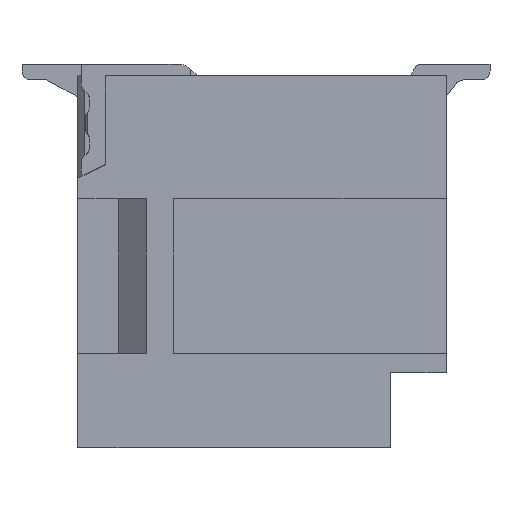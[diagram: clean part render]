
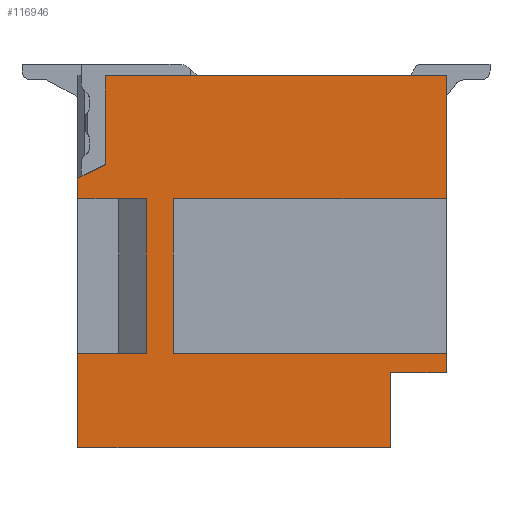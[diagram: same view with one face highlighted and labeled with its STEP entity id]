
A CAD part, front view. The second image highlights one B-rep face of the part: STEP entity #116946.
In plain terms, the highlighted planar face has unit normal (0, -1, 0).
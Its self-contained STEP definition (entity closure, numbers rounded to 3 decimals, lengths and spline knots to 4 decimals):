
#1361 = CARTESIAN_POINT ( 'NONE',  ( 4.58, -12.5, -4.35 ) ) ;
#2119 = DIRECTION ( 'NONE',  ( 0., 0., -1. ) ) ;
#2679 = ORIENTED_EDGE ( 'NONE', *, *, #14580, .F. ) ;
#2994 = CARTESIAN_POINT ( 'NONE',  ( 0., -12.5, -5.57 ) ) ;
#4221 = DIRECTION ( 'NONE',  ( 0., 0., -1. ) ) ;
#5276 = VECTOR ( 'NONE', #102415, 1000. ) ;
#5958 = ORIENTED_EDGE ( 'NONE', *, *, #26558, .F. ) ;
#7160 = LINE ( 'NONE', #111318, #7935 ) ;
#7935 = VECTOR ( 'NONE', #92958, 1000. ) ;
#8024 = ORIENTED_EDGE ( 'NONE', *, *, #16427, .F. ) ;
#10017 = VECTOR ( 'NONE', #79024, 1000. ) ;
#10220 = CARTESIAN_POINT ( 'NONE',  ( 1., -12.5, -1.8 ) ) ;
#10818 = EDGE_CURVE ( 'NONE', #116095, #99854, #14077, .T. ) ;
#10820 = DIRECTION ( 'NONE',  ( 0., 0., 1. ) ) ;
#12432 = LINE ( 'NONE', #30484, #53459 ) ;
#12848 = LINE ( 'NONE', #24624, #10017 ) ;
#13794 = DIRECTION ( 'NONE',  ( 1., 0., 0. ) ) ;
#13995 = CARTESIAN_POINT ( 'NONE',  ( 0., -12.5, -1.5 ) ) ;
#14077 = LINE ( 'NONE', #2994, #93890 ) ;
#14580 = EDGE_CURVE ( 'NONE', #99854, #53402, #16338, .T. ) ;
#14749 = CARTESIAN_POINT ( 'NONE',  ( 0., -12.5, -1.8 ) ) ;
#16338 = LINE ( 'NONE', #94856, #18061 ) ;
#16427 = EDGE_CURVE ( 'NONE', #103633, #78900, #115721, .T. ) ;
#16515 = ORIENTED_EDGE ( 'NONE', *, *, #97678, .F. ) ;
#16979 = PLANE ( 'NONE',  #105735 ) ;
#18061 = VECTOR ( 'NONE', #22989, 1000. ) ;
#19091 = CARTESIAN_POINT ( 'NONE',  ( 4.7, -12.5, -5.45 ) ) ;
#19176 = ORIENTED_EDGE ( 'NONE', *, *, #46178, .F. ) ;
#19312 = EDGE_CURVE ( 'NONE', #106135, #103633, #54617, .T. ) ;
#19424 = ORIENTED_EDGE ( 'NONE', *, *, #109016, .F. ) ;
#19591 = CARTESIAN_POINT ( 'NONE',  ( 5.52, -12.5, -4.35 ) ) ;
#21091 = DIRECTION ( 'NONE',  ( 0., 0., 1. ) ) ;
#21171 = VECTOR ( 'NONE', #72234, 1000. ) ;
#22987 = CARTESIAN_POINT ( 'NONE',  ( 1.4, -12.5, -1.8 ) ) ;
#22989 = DIRECTION ( 'NONE',  ( 1., 0., 0. ) ) ;
#23849 = VECTOR ( 'NONE', #113423, 1000. ) ;
#24624 = CARTESIAN_POINT ( 'NONE',  ( -0.1073, -12.5, -1.5537 ) ) ;
#25944 = ORIENTED_EDGE ( 'NONE', *, *, #48801, .F. ) ;
#26115 = DIRECTION ( 'NONE',  ( 1., 0., 0. ) ) ;
#26558 = EDGE_CURVE ( 'NONE', #32016, #74770, #84116, .T. ) ;
#28820 = DIRECTION ( 'NONE',  ( -1., 0., 0. ) ) ;
#30484 = CARTESIAN_POINT ( 'NONE',  ( 5.4, -12.5, 0.12 ) ) ;
#30834 = EDGE_LOOP ( 'NONE', ( #55446, #16515, #52313, #2679, #60302, #83533, #5958, #92918, #8024, #66577, #111405, #19424, #25944, #31593, #104798, #19176 ) ) ;
#31593 = ORIENTED_EDGE ( 'NONE', *, *, #85274, .F. ) ;
#32016 = VERTEX_POINT ( 'NONE', #1361 ) ;
#35342 = VECTOR ( 'NONE', #106040, 1000. ) ;
#36717 = LINE ( 'NONE', #79452, #35342 ) ;
#36832 = VECTOR ( 'NONE', #2119, 1000. ) ;
#37574 = DIRECTION ( 'NONE',  ( -1., 0., 0. ) ) ;
#38332 = DIRECTION ( 'NONE',  ( 1., 0., 0. ) ) ;
#38805 = EDGE_CURVE ( 'NONE', #53402, #75422, #36717, .T. ) ;
#40499 = DIRECTION ( 'NONE',  ( 0., 0., -1. ) ) ;
#42727 = CARTESIAN_POINT ( 'NONE',  ( 1.4, -12.5, -4.07 ) ) ;
#43643 = EDGE_CURVE ( 'NONE', #74770, #116095, #103236, .T. ) ;
#45069 = VECTOR ( 'NONE', #4221, 1000. ) ;
#45503 = VERTEX_POINT ( 'NONE', #22987 ) ;
#46178 = EDGE_CURVE ( 'NONE', #89522, #117747, #12848, .T. ) ;
#47030 = LINE ( 'NONE', #105666, #45069 ) ;
#48801 = EDGE_CURVE ( 'NONE', #109599, #79387, #12432, .T. ) ;
#50924 = VERTEX_POINT ( 'NONE', #14749 ) ;
#52067 = VERTEX_POINT ( 'NONE', #92299 ) ;
#52313 = ORIENTED_EDGE ( 'NONE', *, *, #38805, .F. ) ;
#53402 = VERTEX_POINT ( 'NONE', #93972 ) ;
#53459 = VECTOR ( 'NONE', #40499, 1000. ) ;
#54617 = LINE ( 'NONE', #101540, #93963 ) ;
#55446 = ORIENTED_EDGE ( 'NONE', *, *, #60210, .F. ) ;
#56136 = CARTESIAN_POINT ( 'NONE',  ( 4.58, -12.5, -5.45 ) ) ;
#59470 = CARTESIAN_POINT ( 'NONE',  ( -0.12, -12.5, 0. ) ) ;
#60210 = EDGE_CURVE ( 'NONE', #50924, #89522, #7160, .T. ) ;
#60302 = ORIENTED_EDGE ( 'NONE', *, *, #10818, .F. ) ;
#63016 = LINE ( 'NONE', #19591, #100055 ) ;
#66577 = ORIENTED_EDGE ( 'NONE', *, *, #19312, .F. ) ;
#72039 = LINE ( 'NONE', #109993, #111605 ) ;
#72234 = DIRECTION ( 'NONE',  ( -1., 0., 0. ) ) ;
#73558 = CARTESIAN_POINT ( 'NONE',  ( 0., -12.5, -4.07 ) ) ;
#74770 = VERTEX_POINT ( 'NONE', #56136 ) ;
#75422 = VERTEX_POINT ( 'NONE', #10220 ) ;
#75602 = CARTESIAN_POINT ( 'NONE',  ( 5.4, -12.5, -4.07 ) ) ;
#75840 = CARTESIAN_POINT ( 'NONE',  ( 4.58, -12.5, -4.23 ) ) ;
#78768 = CARTESIAN_POINT ( 'NONE',  ( 5.4, -12.5, -4.35 ) ) ;
#78900 = VERTEX_POINT ( 'NONE', #78768 ) ;
#79024 = DIRECTION ( 'NONE',  ( 0.894, 0., 0.447 ) ) ;
#79387 = VERTEX_POINT ( 'NONE', #94367 ) ;
#79452 = CARTESIAN_POINT ( 'NONE',  ( 1., -12.5, -1.68 ) ) ;
#81288 = CARTESIAN_POINT ( 'NONE',  ( -0.12, -12.5, 0.12 ) ) ;
#83533 = ORIENTED_EDGE ( 'NONE', *, *, #43643, .F. ) ;
#83937 = EDGE_CURVE ( 'NONE', #45503, #106135, #47030, .T. ) ;
#84116 = LINE ( 'NONE', #75840, #5276 ) ;
#85274 = EDGE_CURVE ( 'NONE', #52067, #109599, #102047, .T. ) ;
#85999 = CARTESIAN_POINT ( 'NONE',  ( -0.12, -12.5, -1.8 ) ) ;
#89522 = VERTEX_POINT ( 'NONE', #13995 ) ;
#90235 = CARTESIAN_POINT ( 'NONE',  ( 0., -12.5, -5.45 ) ) ;
#91973 = DIRECTION ( 'NONE',  ( 0., 1., 0. ) ) ;
#92299 = CARTESIAN_POINT ( 'NONE',  ( 0.4, -12.5, 0. ) ) ;
#92918 = ORIENTED_EDGE ( 'NONE', *, *, #115924, .F. ) ;
#92958 = DIRECTION ( 'NONE',  ( 0., 0., 1. ) ) ;
#93890 = VECTOR ( 'NONE', #21091, 1000. ) ;
#93963 = VECTOR ( 'NONE', #38332, 1000. ) ;
#93972 = CARTESIAN_POINT ( 'NONE',  ( 1., -12.5, -4.07 ) ) ;
#94367 = CARTESIAN_POINT ( 'NONE',  ( 5.4, -12.5, -1.8 ) ) ;
#94856 = CARTESIAN_POINT ( 'NONE',  ( 5.52, -12.5, -4.07 ) ) ;
#97678 = EDGE_CURVE ( 'NONE', #75422, #50924, #105514, .T. ) ;
#98589 = CARTESIAN_POINT ( 'NONE',  ( 5.4, -12.5, 0. ) ) ;
#99854 = VERTEX_POINT ( 'NONE', #73558 ) ;
#100040 = LINE ( 'NONE', #107318, #21171 ) ;
#100055 = VECTOR ( 'NONE', #28820, 1000. ) ;
#101540 = CARTESIAN_POINT ( 'NONE',  ( 5.52, -12.5, -4.07 ) ) ;
#101794 = CARTESIAN_POINT ( 'NONE',  ( 0.4, -12.5, -1.3 ) ) ;
#102047 = LINE ( 'NONE', #59470, #102642 ) ;
#102415 = DIRECTION ( 'NONE',  ( 0., 0., -1. ) ) ;
#102642 = VECTOR ( 'NONE', #13794, 1000. ) ;
#103236 = LINE ( 'NONE', #19091, #105433 ) ;
#103633 = VERTEX_POINT ( 'NONE', #75602 ) ;
#104798 = ORIENTED_EDGE ( 'NONE', *, *, #106208, .F. ) ;
#105433 = VECTOR ( 'NONE', #37574, 1000. ) ;
#105514 = LINE ( 'NONE', #85999, #23849 ) ;
#105666 = CARTESIAN_POINT ( 'NONE',  ( 1.4, -12.5, -1.68 ) ) ;
#105735 = AXIS2_PLACEMENT_3D ( 'NONE', #81288, #91973, #26115 ) ;
#106040 = DIRECTION ( 'NONE',  ( 0., 0., 1. ) ) ;
#106135 = VERTEX_POINT ( 'NONE', #42727 ) ;
#106208 = EDGE_CURVE ( 'NONE', #117747, #52067, #72039, .T. ) ;
#107318 = CARTESIAN_POINT ( 'NONE',  ( -0.12, -12.5, -1.8 ) ) ;
#109016 = EDGE_CURVE ( 'NONE', #79387, #45503, #100040, .T. ) ;
#109599 = VERTEX_POINT ( 'NONE', #98589 ) ;
#109708 = CARTESIAN_POINT ( 'NONE',  ( 5.4, -12.5, 0.12 ) ) ;
#109993 = CARTESIAN_POINT ( 'NONE',  ( 0.4, -12.5, -1.42 ) ) ;
#110403 = FACE_OUTER_BOUND ( 'NONE', #30834, .T. ) ;
#111318 = CARTESIAN_POINT ( 'NONE',  ( 0., -12.5, -5.57 ) ) ;
#111405 = ORIENTED_EDGE ( 'NONE', *, *, #83937, .F. ) ;
#111605 = VECTOR ( 'NONE', #10820, 1000. ) ;
#113423 = DIRECTION ( 'NONE',  ( -1., 0., 0. ) ) ;
#115721 = LINE ( 'NONE', #109708, #36832 ) ;
#115924 = EDGE_CURVE ( 'NONE', #78900, #32016, #63016, .T. ) ;
#116095 = VERTEX_POINT ( 'NONE', #90235 ) ;
#116946 = ADVANCED_FACE ( 'NONE', ( #110403 ), #16979, .F. ) ;
#117747 = VERTEX_POINT ( 'NONE', #101794 ) ;
